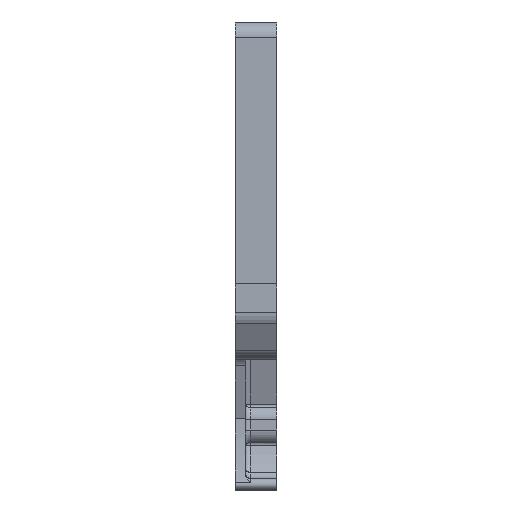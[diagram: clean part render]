
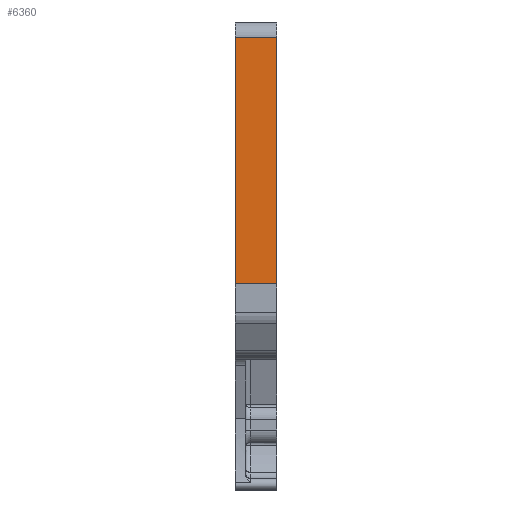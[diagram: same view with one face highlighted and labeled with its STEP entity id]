
A CAD part, front view. The second image highlights one B-rep face of the part: STEP entity #6360.
In plain terms, the highlighted planar face has unit normal (0, -1, 0).
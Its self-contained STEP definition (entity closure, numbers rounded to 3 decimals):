
#6314=AXIS2_PLACEMENT_3D('Plane Axis2P3D',#6311,#6312,#6313) ;
#6148=CARTESIAN_POINT('Vertex',(0.,0.,19.748)) ;
#6151=CARTESIAN_POINT('Line Origine',(0.,0.,31.548)) ;
#6155=CARTESIAN_POINT('Vertex',(0.,0.,43.348)) ;
#6311=CARTESIAN_POINT('Axis2P3D Location',(0.,0.,16.998)) ;
#6327=CARTESIAN_POINT('Vertex',(4.,0.,19.748)) ;
#6330=CARTESIAN_POINT('Line Origine',(2.,0.,19.748)) ;
#6342=CARTESIAN_POINT('Line Origine',(4.,0.,31.548)) ;
#6346=CARTESIAN_POINT('Vertex',(4.,0.,43.348)) ;
#6349=CARTESIAN_POINT('Line Origine',(2.,0.,43.348)) ;
#6152=DIRECTION('Vector Direction',(0.,0.,1.)) ;
#6312=DIRECTION('Axis2P3D Direction',(0.,-1.,0.)) ;
#6313=DIRECTION('Axis2P3D XDirection',(0.,0.,1.)) ;
#6331=DIRECTION('Vector Direction',(-1.,0.,0.)) ;
#6343=DIRECTION('Vector Direction',(0.,0.,1.)) ;
#6350=DIRECTION('Vector Direction',(-1.,0.,0.)) ;
#6153=VECTOR('Line Direction',#6152,1.) ;
#6332=VECTOR('Line Direction',#6331,1.) ;
#6344=VECTOR('Line Direction',#6343,1.) ;
#6351=VECTOR('Line Direction',#6350,1.) ;
#6355=ORIENTED_EDGE('',*,*,#6334,.F.) ;
#6356=ORIENTED_EDGE('',*,*,#6348,.T.) ;
#6357=ORIENTED_EDGE('',*,*,#6353,.T.) ;
#6358=ORIENTED_EDGE('',*,*,#6157,.F.) ;
#6360=ADVANCED_FACE('Platte',(#6359),#6315,.T.) ;
#6157=EDGE_CURVE('',#6149,#6156,#6154,.T.) ;
#6334=EDGE_CURVE('',#6328,#6149,#6333,.T.) ;
#6348=EDGE_CURVE('',#6328,#6347,#6345,.T.) ;
#6353=EDGE_CURVE('',#6347,#6156,#6352,.T.) ;
#6354=EDGE_LOOP('',(#6355,#6356,#6357,#6358)) ;
#6359=FACE_OUTER_BOUND('',#6354,.T.) ;
#6154=LINE('Line',#6151,#6153) ;
#6333=LINE('Line',#6330,#6332) ;
#6345=LINE('Line',#6342,#6344) ;
#6352=LINE('Line',#6349,#6351) ;
#6315=PLANE('',#6314) ;
#6149=VERTEX_POINT('',#6148) ;
#6156=VERTEX_POINT('',#6155) ;
#6328=VERTEX_POINT('',#6327) ;
#6347=VERTEX_POINT('',#6346) ;
